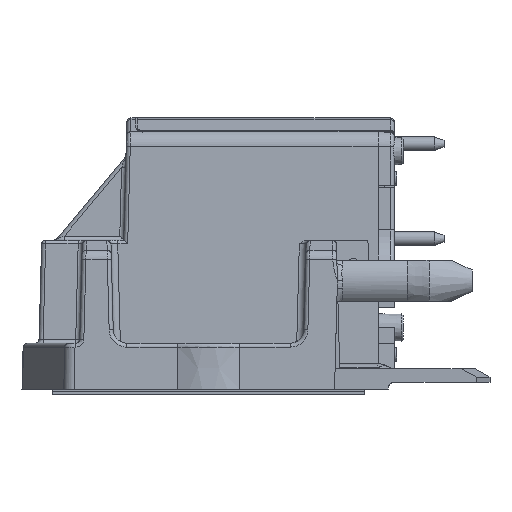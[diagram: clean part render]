
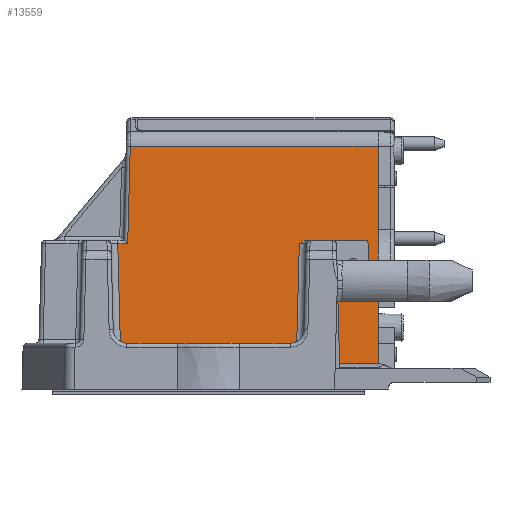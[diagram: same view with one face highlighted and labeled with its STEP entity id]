
A CAD part, left-side view. The second image highlights one B-rep face of the part: STEP entity #13559.
In plain terms, the highlighted planar face has unit normal (-1, 0, 0.026).
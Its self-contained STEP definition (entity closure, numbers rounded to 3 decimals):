
#177=ELLIPSE('',#14509,0.3,0.3);
#178=ELLIPSE('',#14510,2.001,2.);
#418=B_SPLINE_CURVE_WITH_KNOTS('',3,(#20392,#20393,#20394,#20395),
 .UNSPECIFIED.,.F.,.F.,(4,4),(0.,0.001),.UNSPECIFIED.);
#657=LINE('',#19775,#1807);
#776=LINE('',#20091,#1926);
#783=LINE('',#20106,#1933);
#856=LINE('',#20332,#2006);
#875=LINE('',#20380,#2025);
#876=LINE('',#20382,#2026);
#877=LINE('',#20384,#2027);
#878=LINE('',#20386,#2028);
#879=LINE('',#20388,#2029);
#880=LINE('',#20390,#2030);
#881=LINE('',#20397,#2031);
#882=LINE('',#20400,#2032);
#1807=VECTOR('',#15833,1000.);
#1926=VECTOR('',#16064,1000.);
#1933=VECTOR('',#16075,1000.);
#2006=VECTOR('',#16208,1000.);
#2025=VECTOR('',#16241,1000.);
#2026=VECTOR('',#16242,1000.);
#2027=VECTOR('',#16243,1000.);
#2028=VECTOR('',#16244,1000.);
#2029=VECTOR('',#16245,1000.);
#2030=VECTOR('',#16246,1000.);
#2031=VECTOR('',#16247,1000.);
#2032=VECTOR('',#16250,1000.);
#3738=ORIENTED_EDGE('',*,*,#7748,.T.);
#3739=ORIENTED_EDGE('',*,*,#7749,.T.);
#3740=ORIENTED_EDGE('',*,*,#7750,.T.);
#3741=ORIENTED_EDGE('',*,*,#7751,.T.);
#3742=ORIENTED_EDGE('',*,*,#7752,.T.);
#3743=ORIENTED_EDGE('',*,*,#7753,.T.);
#3744=ORIENTED_EDGE('',*,*,#7754,.T.);
#3745=ORIENTED_EDGE('',*,*,#7755,.T.);
#3746=ORIENTED_EDGE('',*,*,#7756,.T.);
#3747=ORIENTED_EDGE('',*,*,#7725,.T.);
#3748=ORIENTED_EDGE('',*,*,#7757,.F.);
#3749=ORIENTED_EDGE('',*,*,#7758,.T.);
#3750=ORIENTED_EDGE('',*,*,#7622,.F.);
#3751=ORIENTED_EDGE('',*,*,#7467,.F.);
#3752=ORIENTED_EDGE('',*,*,#7630,.F.);
#7467=EDGE_CURVE('',#9492,#9493,#657,.F.);
#7622=EDGE_CURVE('',#9493,#9626,#776,.T.);
#7630=EDGE_CURVE('',#9631,#9492,#783,.T.);
#7725=EDGE_CURVE('',#9720,#9719,#856,.T.);
#7748=EDGE_CURVE('',#9631,#9742,#875,.T.);
#7749=EDGE_CURVE('',#9742,#9743,#876,.F.);
#7750=EDGE_CURVE('',#9743,#9744,#877,.F.);
#7751=EDGE_CURVE('',#9744,#9745,#878,.F.);
#7752=EDGE_CURVE('',#9745,#9746,#879,.T.);
#7753=EDGE_CURVE('',#9746,#9747,#880,.T.);
#7754=EDGE_CURVE('',#9747,#9748,#418,.F.);
#7755=EDGE_CURVE('',#9748,#9749,#881,.F.);
#7756=EDGE_CURVE('',#9749,#9720,#177,.F.);
#7757=EDGE_CURVE('',#9750,#9719,#882,.F.);
#7758=EDGE_CURVE('',#9750,#9626,#178,.F.);
#9492=VERTEX_POINT('',#19774);
#9493=VERTEX_POINT('',#19776);
#9626=VERTEX_POINT('',#20092);
#9631=VERTEX_POINT('',#20105);
#9719=VERTEX_POINT('',#20331);
#9720=VERTEX_POINT('',#20333);
#9742=VERTEX_POINT('',#20381);
#9743=VERTEX_POINT('',#20383);
#9744=VERTEX_POINT('',#20385);
#9745=VERTEX_POINT('',#20387);
#9746=VERTEX_POINT('',#20389);
#9747=VERTEX_POINT('',#20391);
#9748=VERTEX_POINT('',#20396);
#9749=VERTEX_POINT('',#20398);
#9750=VERTEX_POINT('',#20401);
#11196=EDGE_LOOP('',(#3738,#3739,#3740,#3741,#3742,#3743,#3744,#3745,#3746,
#3747,#3748,#3749,#3750,#3751,#3752));
#12175=FACE_BOUND('',#11196,.T.);
#13137=PLANE('',#14508);
#13559=ADVANCED_FACE('',(#12175),#13137,.T.);
#14508=AXIS2_PLACEMENT_3D('',#20379,#16239,#16240);
#14509=AXIS2_PLACEMENT_3D('',#20399,#16248,#16249);
#14510=AXIS2_PLACEMENT_3D('',#20402,#16251,#16252);
#15833=DIRECTION('',(0.026,0.,1.));
#16064=DIRECTION('',(-0.026,0.,-1.));
#16075=DIRECTION('',(-0.026,0.,-1.));
#16208=DIRECTION('',(-0.026,-0.026,-0.999));
#16239=DIRECTION('',(-1.,0.,0.026));
#16240=DIRECTION('',(0.026,0.,1.));
#16241=DIRECTION('',(0.,1.,0.));
#16242=DIRECTION('',(0.026,-0.026,0.999));
#16243=DIRECTION('',(0.,-1.,0.));
#16244=DIRECTION('',(0.026,0.026,0.999));
#16245=DIRECTION('',(0.,-1.,0.));
#16246=DIRECTION('',(0.026,-0.026,0.999));
#16247=DIRECTION('',(0.,1.,0.));
#16248=DIRECTION('',(-1.,0.,0.026));
#16249=DIRECTION('',(0.026,0.,1.));
#16250=DIRECTION('',(0.,-1.,0.));
#16251=DIRECTION('',(-1.,0.,0.026));
#16252=DIRECTION('',(-0.026,0.,-1.));
#19774=CARTESIAN_POINT('',(-30.196,-12.5,15.01));
#19775=CARTESIAN_POINT('',(-30.301,-12.5,10.995));
#19776=CARTESIAN_POINT('',(-30.5,-12.5,3.4));
#20091=CARTESIAN_POINT('',(-30.327,-12.5,9.998));
#20092=CARTESIAN_POINT('',(-30.539,-12.5,1.892));
#20105=CARTESIAN_POINT('',(-30.12,-12.5,17.898));
#20106=CARTESIAN_POINT('',(-30.327,-12.5,9.998));
#20331=CARTESIAN_POINT('',(-30.539,-9.66,1.9));
#20332=CARTESIAN_POINT('',(-30.385,-9.506,7.775));
#20333=CARTESIAN_POINT('',(-30.309,-9.429,10.708));
#20379=CARTESIAN_POINT('',(-30.5,0.,3.4));
#20380=CARTESIAN_POINT('',(-30.12,0.,17.898));
#20381=CARTESIAN_POINT('',(-30.12,5.769,17.898));
#20382=CARTESIAN_POINT('',(-30.496,6.145,3.561));
#20383=CARTESIAN_POINT('',(-30.309,5.958,10.708));
#20384=CARTESIAN_POINT('',(-30.309,6.699,10.708));
#20385=CARTESIAN_POINT('',(-30.309,6.692,10.708));
#20386=CARTESIAN_POINT('',(-30.5,6.501,3.413));
#20387=CARTESIAN_POINT('',(-30.5,6.5,3.4));
#20388=CARTESIAN_POINT('',(-30.5,0.,3.4));
#20389=CARTESIAN_POINT('',(-30.5,-6.5,3.4));
#20390=CARTESIAN_POINT('',(-30.301,-6.7,11.013));
#20391=CARTESIAN_POINT('',(-30.309,-6.692,10.708));
#20392=CARTESIAN_POINT('',(-30.301,-7.31,11.));
#20393=CARTESIAN_POINT('',(-30.301,-7.075,11.));
#20394=CARTESIAN_POINT('',(-30.305,-6.875,10.85));
#20395=CARTESIAN_POINT('',(-30.309,-6.692,10.708));
#20396=CARTESIAN_POINT('',(-30.301,-7.31,11.));
#20397=CARTESIAN_POINT('',(-30.301,0.,11.));
#20398=CARTESIAN_POINT('',(-30.301,-9.129,11.));
#20399=CARTESIAN_POINT('',(-30.309,-9.129,10.7));
#20400=CARTESIAN_POINT('',(-30.539,0.,1.9));
#20401=CARTESIAN_POINT('',(-30.539,-12.323,1.9));
#20402=CARTESIAN_POINT('',(-30.592,-12.323,-0.1));
